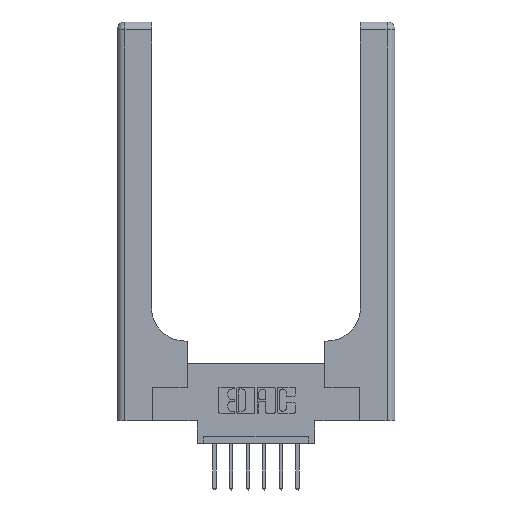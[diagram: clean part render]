
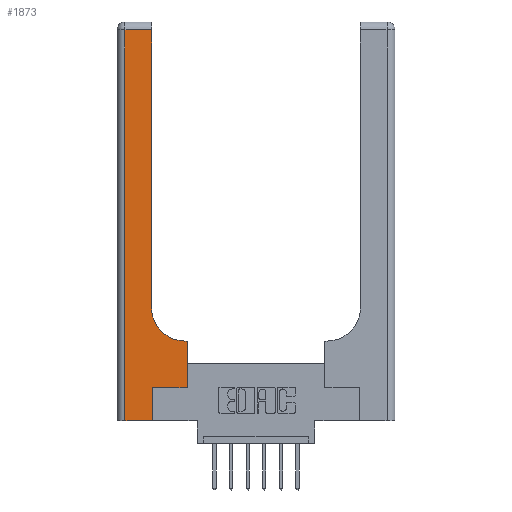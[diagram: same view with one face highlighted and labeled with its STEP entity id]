
A CAD part, top view. The second image highlights one B-rep face of the part: STEP entity #1873.
In plain terms, the highlighted planar face has unit normal (0, 0, 1).
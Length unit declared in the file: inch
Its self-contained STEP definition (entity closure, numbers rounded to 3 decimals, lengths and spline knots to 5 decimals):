
#133 = LINE ( 'NONE', #7968, #6525 ) ;
#225 = VECTOR ( 'NONE', #8590, 39.37008 ) ;
#379 = VERTEX_POINT ( 'NONE', #10901 ) ;
#527 = VECTOR ( 'NONE', #5407, 39.37008 ) ;
#734 = VERTEX_POINT ( 'NONE', #3064 ) ;
#742 = VERTEX_POINT ( 'NONE', #5291 ) ;
#804 = ORIENTED_EDGE ( 'NONE', *, *, #9553, .T. ) ;
#849 = ORIENTED_EDGE ( 'NONE', *, *, #11414, .T. ) ;
#1018 = CARTESIAN_POINT ( 'NONE',  ( 0.06, 3., 0.37 ) ) ;
#1116 = VERTEX_POINT ( 'NONE', #13718 ) ;
#1282 = VERTEX_POINT ( 'NONE', #8495 ) ;
#1429 = AXIS2_PLACEMENT_3D ( 'NONE', #4483, #14346, #7753 ) ;
#1468 = CIRCLE ( 'NONE', #1429, 0.25 ) ;
#1873 = ADVANCED_FACE ( 'NONE', ( #8652 ), #11980, .F. ) ;
#1918 = VERTEX_POINT ( 'NONE', #3495 ) ;
#1936 = CARTESIAN_POINT ( 'NONE',  ( 0., 2.94, 0.37 ) ) ;
#2322 = ORIENTED_EDGE ( 'NONE', *, *, #9590, .T. ) ;
#2512 = VERTEX_POINT ( 'NONE', #13840 ) ;
#2592 = DIRECTION ( 'NONE',  ( -1., 0., 0. ) ) ;
#2669 = CARTESIAN_POINT ( 'NONE',  ( 0.26, 0.6, 0.37 ) ) ;
#2855 = VECTOR ( 'NONE', #14242, 39.37008 ) ;
#3064 = CARTESIAN_POINT ( 'NONE',  ( 0.06, 0., 0.37 ) ) ;
#3358 = DIRECTION ( 'NONE',  ( -1., 0., 0. ) ) ;
#3495 = CARTESIAN_POINT ( 'NONE',  ( 0.26, 0.85, 0.37 ) ) ;
#3586 = VERTEX_POINT ( 'NONE', #4839 ) ;
#3595 = CARTESIAN_POINT ( 'NONE',  ( 0.528, 0.25, 0.37 ) ) ;
#3660 = LINE ( 'NONE', #3595, #5634 ) ;
#3685 = LINE ( 'NONE', #7032, #5532 ) ;
#3981 = ORIENTED_EDGE ( 'NONE', *, *, #12240, .T. ) ;
#4004 = EDGE_CURVE ( 'NONE', #3586, #13014, #3660, .T. ) ;
#4273 = CARTESIAN_POINT ( 'NONE',  ( 0.528, 0.6, 0.37 ) ) ;
#4334 = LINE ( 'NONE', #1018, #527 ) ;
#4483 = CARTESIAN_POINT ( 'NONE',  ( 0.51, 0.85, 0.37 ) ) ;
#4611 = DIRECTION ( 'NONE',  ( 0., 1., 0. ) ) ;
#4642 = CARTESIAN_POINT ( 'NONE',  ( 0.265, 0., 0.37 ) ) ;
#4826 = DIRECTION ( 'NONE',  ( 1., 0., 0. ) ) ;
#4839 = CARTESIAN_POINT ( 'NONE',  ( 0.528, 0.25, 0.37 ) ) ;
#5291 = CARTESIAN_POINT ( 'NONE',  ( 0.265, 0., 0.37 ) ) ;
#5368 = CARTESIAN_POINT ( 'NONE',  ( 0., 3., 0.37 ) ) ;
#5407 = DIRECTION ( 'NONE',  ( 0., -1., 0. ) ) ;
#5532 = VECTOR ( 'NONE', #4826, 39.37008 ) ;
#5634 = VECTOR ( 'NONE', #8094, 39.37008 ) ;
#5871 = ORIENTED_EDGE ( 'NONE', *, *, #6532, .T. ) ;
#6290 = VECTOR ( 'NONE', #6967, 39.37008 ) ;
#6497 = ORIENTED_EDGE ( 'NONE', *, *, #4004, .T. ) ;
#6525 = VECTOR ( 'NONE', #4611, 39.37008 ) ;
#6532 = EDGE_CURVE ( 'NONE', #734, #742, #3685, .T. ) ;
#6878 = EDGE_CURVE ( 'NONE', #13014, #1282, #6930, .T. ) ;
#6930 = LINE ( 'NONE', #2669, #14117 ) ;
#6967 = DIRECTION ( 'NONE',  ( 0., 1., 0. ) ) ;
#7032 = CARTESIAN_POINT ( 'NONE',  ( 0., 0., 0.37 ) ) ;
#7085 = EDGE_CURVE ( 'NONE', #2512, #379, #8386, .T. ) ;
#7753 = DIRECTION ( 'NONE',  ( 1., 0., 0. ) ) ;
#7928 = LINE ( 'NONE', #4642, #6290 ) ;
#7968 = CARTESIAN_POINT ( 'NONE',  ( 0.26, 3., 0.37 ) ) ;
#8094 = DIRECTION ( 'NONE',  ( 0., 1., 0. ) ) ;
#8386 = LINE ( 'NONE', #1936, #225 ) ;
#8495 = CARTESIAN_POINT ( 'NONE',  ( 0.51, 0.6, 0.37 ) ) ;
#8590 = DIRECTION ( 'NONE',  ( -1., 0., 0. ) ) ;
#8652 = FACE_OUTER_BOUND ( 'NONE', #12421, .T. ) ;
#8801 = LINE ( 'NONE', #9806, #2855 ) ;
#9553 = EDGE_CURVE ( 'NONE', #379, #734, #4334, .T. ) ;
#9590 = EDGE_CURVE ( 'NONE', #1918, #2512, #133, .T. ) ;
#9714 = AXIS2_PLACEMENT_3D ( 'NONE', #5368, #9801, #3358 ) ;
#9801 = DIRECTION ( 'NONE',  ( 0., 0., -1. ) ) ;
#9806 = CARTESIAN_POINT ( 'NONE',  ( 0.265, 0.25, 0.37 ) ) ;
#10710 = EDGE_CURVE ( 'NONE', #1282, #1918, #1468, .T. ) ;
#10901 = CARTESIAN_POINT ( 'NONE',  ( 0.06, 2.94, 0.37 ) ) ;
#11002 = ORIENTED_EDGE ( 'NONE', *, *, #10710, .T. ) ;
#11414 = EDGE_CURVE ( 'NONE', #742, #1116, #7928, .T. ) ;
#11643 = ORIENTED_EDGE ( 'NONE', *, *, #7085, .T. ) ;
#11980 = PLANE ( 'NONE',  #9714 ) ;
#12240 = EDGE_CURVE ( 'NONE', #1116, #3586, #8801, .T. ) ;
#12421 = EDGE_LOOP ( 'NONE', ( #2322, #11643, #804, #5871, #849, #3981, #6497, #13977, #11002 ) ) ;
#13014 = VERTEX_POINT ( 'NONE', #4273 ) ;
#13718 = CARTESIAN_POINT ( 'NONE',  ( 0.265, 0.25, 0.37 ) ) ;
#13840 = CARTESIAN_POINT ( 'NONE',  ( 0.26, 2.94, 0.37 ) ) ;
#13977 = ORIENTED_EDGE ( 'NONE', *, *, #6878, .T. ) ;
#14117 = VECTOR ( 'NONE', #2592, 39.37008 ) ;
#14242 = DIRECTION ( 'NONE',  ( 1., 0., 0. ) ) ;
#14346 = DIRECTION ( 'NONE',  ( 0., 0., -1. ) ) ;
